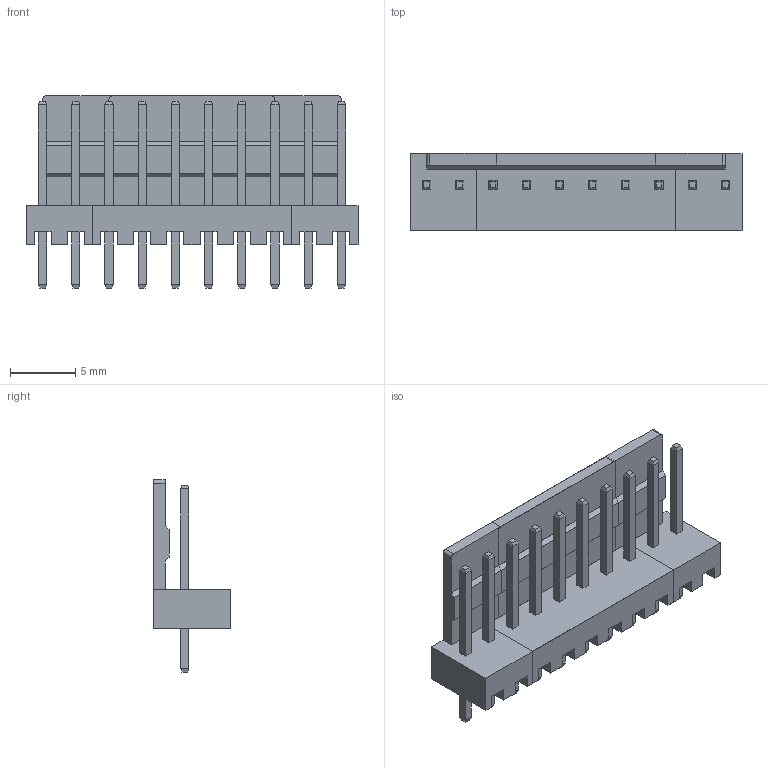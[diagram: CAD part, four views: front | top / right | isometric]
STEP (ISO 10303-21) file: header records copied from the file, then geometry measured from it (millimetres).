
FILE_DESCRIPTION(('STEP AP214'), '1');
FILE_NAME('User Library-DS1070-8 (WF-8 CONNFLY)', '2020-03-18T12:29:21', (''), (''), 'ASCON STEP Converter 1.3', 'ASCON Math Kernel', '');
FILE_SCHEMA(('AUTOMOTIVE_DESIGN { 1 0 10303 214 3 1 1}'));
Length unit declared in the file: millimetre
Products named in the file (1): User Library-DS1070-8 (WF-8 CONNFLY)
Bounding box: 25.4 x 5.9 x 14.7 mm (x, y, z)
Volume: 970.6 mm3; surface area: 2074.9 mm2
Topology: 2 solids, 2 shells, 384 faces, 916 edges, 568 vertices
Faces by surface type: plane 380, cylinder 4
Entity records: 13821 total; most frequent: CARTESIAN_POINT 1869, ORIENTED_EDGE 1832, DIRECTION 1694, EDGE_CURVE 916, LINE 908, VECTOR 908, VERTEX_POINT 568, FACE_BOUND 416
